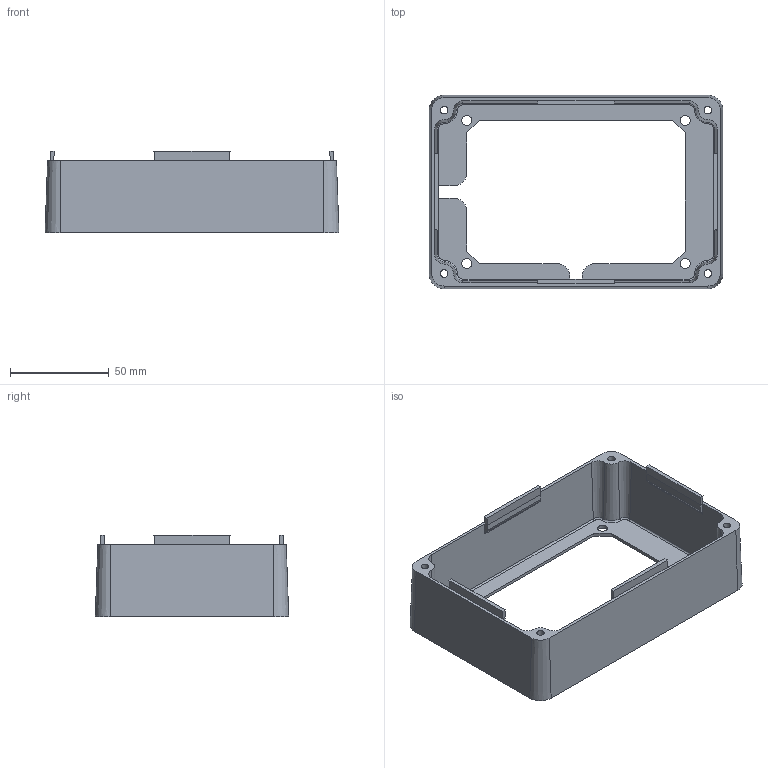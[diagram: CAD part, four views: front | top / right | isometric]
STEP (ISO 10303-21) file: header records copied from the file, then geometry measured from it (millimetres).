
FILE_DESCRIPTION((''),'2;1');
FILE_NAME('46-0010 Bezel, Remote.stp','2012-11-08T10:56:08',('wcummings'),(''),'Autodesk Inventor 2012','Autodesk Inventor 2012','');
FILE_SCHEMA(('AUTOMOTIVE_DESIGN { 1 0 10303 214 1 1 1 1 }'));
Length unit declared in the file: inch
Products named in the file (1): 46-0010 Bezel, Remote
Bounding box: 148.6 x 97.8 x 41.21 mm (x, y, z)
Volume: 66587.5 mm3; surface area: 49271.2 mm2
Topology: 1 solids, 1 shells, 124 faces, 326 edges, 204 vertices
Faces by surface type: plane 62, cylinder 30, cone 20, torus 12
Full cylindrical faces by diameter (mm): 3.797 x4, 5.08 x4, 6.35 x4
Entity records: 3714 total; most frequent: DIRECTION 664, CARTESIAN_POINT 623, ORIENTED_EDGE 604, EDGE_CURVE 302, AXIS2_PLACEMENT_3D 237, VERTEX_POINT 196, VECTOR 190, LINE 190
